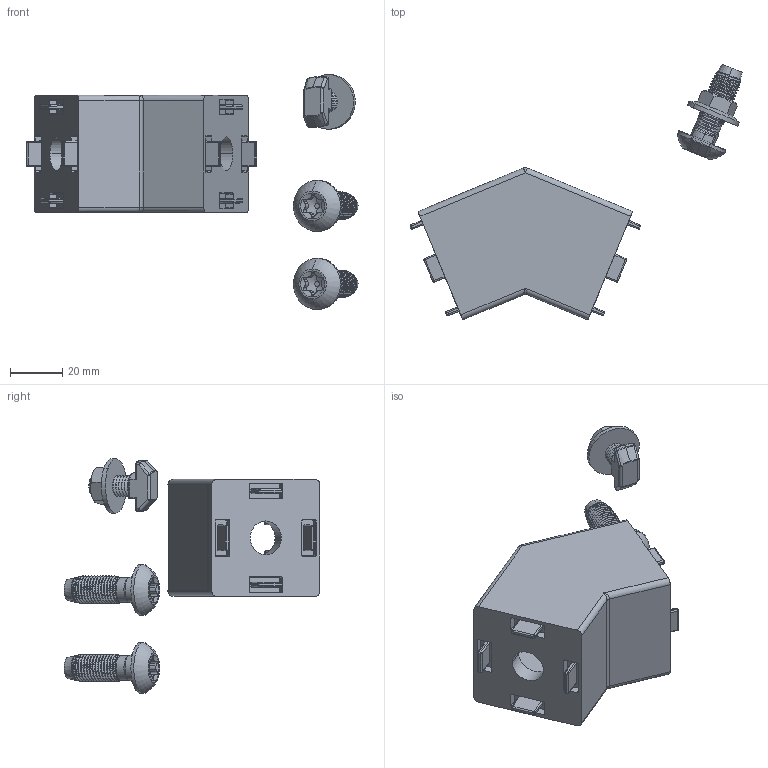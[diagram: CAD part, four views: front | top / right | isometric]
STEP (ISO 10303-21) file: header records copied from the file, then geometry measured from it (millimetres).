
FILE_DESCRIPTION (( 'STEP AP214' ), '1' );
FILE_NAME ('093ws45145n10s01.STEP', '2014-08-21T07:43:24', ( '' ), ( '' ), 'SwSTEP 2.0', 'SolidWorks 2014', '' );
FILE_SCHEMA (( 'AUTOMOTIVE_DESIGN' ));
Length unit declared in the file: millimetre
Products named in the file (6): 093s1230t_093 s12 30 t; 340me154_340me154; 096hk1030m0820_096 hk 10 30 m08 20; 093wsa45_093 wsa 45 ; 093ws45145n10_096 ws 45 145 n10; 093ws45145n10s01
Assembly tree (6 placements, depth 2):
  093ws45145n10s01
    093ws45145n10_096 ws 45 145 n10
    093wsa45_093 wsa 45 
    096hk1030m0820_096 hk 10 30 m08 20
    340me154_340me154
    093s1230t_093 s12 30 t  x2
Bounding box: 127.66 x 98.38 x 90.3 mm (x, y, z)
Volume: 69948.4 mm3; surface area: 41402.5 mm2
Topology: 6 solids, 6 shells, 1109 faces, 2856 edges, 1743 vertices
Faces by surface type: cylinder 398, plane 373, cone 162, sphere 65, bspline 64, torus 47
Entity records: 34432 total; most frequent: CARTESIAN_POINT 12139, ORIENTED_EDGE 4806, DIRECTION 4315, EDGE_CURVE 2403, AXIS2_PLACEMENT_3D 1578, VERTEX_POINT 1470, LINE 1159, VECTOR 1159
